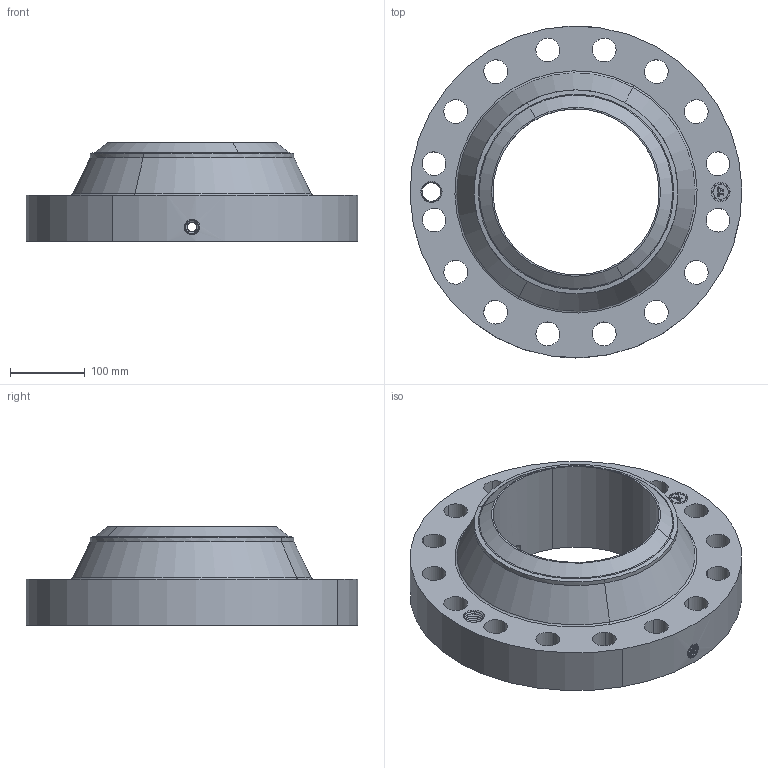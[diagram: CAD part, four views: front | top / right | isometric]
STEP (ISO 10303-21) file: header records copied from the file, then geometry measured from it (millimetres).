
FILE_DESCRIPTION(('3D STEP'),'2;1');
FILE_NAME('10-400-RTJ-WELD-NECK- XXH-ORIF-FLANGE.stp','2013-10-23T03:51:23+00:00',('Texas Flange'),(''),'CATIA Version 5 Release 20 SP 6 (IN-10)','CATIA V5 STEP AP214','800-826-3801');
FILE_SCHEMA(('AUTOMOTIVE_DESIGN { 1 0 10303 214 1 1 1 1 }'));
Length unit declared in the file: inch
Products named in the file (1): 10-400-RTJ-WELD-NECK- XXH-ORIF-FLANGE
Bounding box: 444.38 x 444.5 x 131.88 mm (x, y, z)
Volume: 8032759.1 mm3; surface area: 549655.3 mm2
Topology: 1 solids, 1 shells, 810 faces, 2195 edges, 1407 vertices
Faces by surface type: plane 370, bspline 261, cylinder 112, cone 55, torus 8, revolution 4
Entity records: 33863 total; most frequent: CARTESIAN_POINT 13857, ORIENTED_EDGE 4390, EDGE_CURVE 2195, DIRECTION 2168, VERTEX_POINT 1407, VECTOR 1206, LINE 1206, EDGE_LOOP 870
